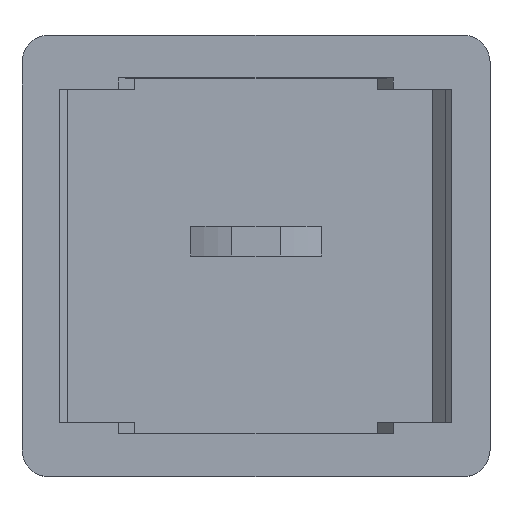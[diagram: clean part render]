
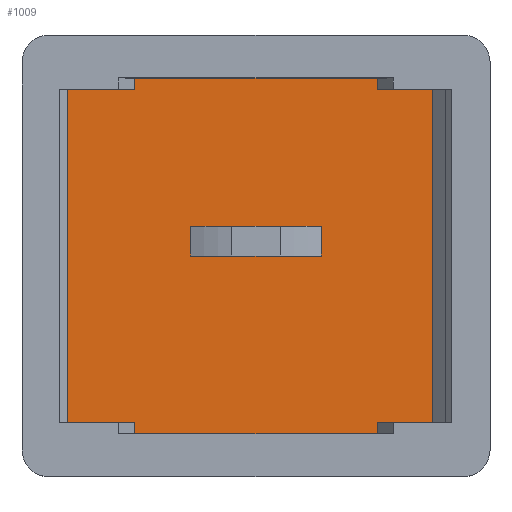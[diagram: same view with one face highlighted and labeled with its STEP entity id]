
A CAD part, top view. The second image highlights one B-rep face of the part: STEP entity #1009.
In plain terms, the highlighted planar face has unit normal (0, 0, 1).
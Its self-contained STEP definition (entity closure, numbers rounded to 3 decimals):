
#16=FACE_BOUND('',#416,.T.);
#70=LINE('',#1552,#195);
#88=LINE('',#1589,#213);
#93=LINE('',#1599,#218);
#106=LINE('',#1624,#231);
#108=LINE('',#1628,#233);
#111=LINE('',#1634,#236);
#112=LINE('',#1635,#237);
#113=LINE('',#1637,#238);
#114=LINE('',#1639,#239);
#115=LINE('',#1641,#240);
#116=LINE('',#1643,#241);
#117=LINE('',#1645,#242);
#118=LINE('',#1646,#243);
#119=LINE('',#1648,#244);
#120=LINE('',#1650,#245);
#121=LINE('',#1652,#246);
#122=LINE('',#1654,#247);
#123=LINE('',#1656,#248);
#124=LINE('',#1657,#249);
#125=LINE('',#1658,#250);
#126=LINE('',#1661,#251);
#127=LINE('',#1663,#252);
#128=LINE('',#1665,#253);
#129=LINE('',#1666,#254);
#195=VECTOR('',#1203,10.);
#213=VECTOR('',#1227,10.);
#218=VECTOR('',#1234,10.);
#231=VECTOR('',#1251,10.);
#233=VECTOR('',#1255,10.);
#236=VECTOR('',#1260,10.);
#237=VECTOR('',#1261,10.);
#238=VECTOR('',#1262,10.);
#239=VECTOR('',#1263,10.);
#240=VECTOR('',#1264,10.);
#241=VECTOR('',#1265,10.);
#242=VECTOR('',#1266,10.);
#243=VECTOR('',#1267,10.);
#244=VECTOR('',#1268,10.);
#245=VECTOR('',#1269,10.);
#246=VECTOR('',#1270,10.);
#247=VECTOR('',#1271,10.);
#248=VECTOR('',#1272,10.);
#249=VECTOR('',#1273,10.);
#250=VECTOR('',#1274,10.);
#251=VECTOR('',#1275,10.);
#252=VECTOR('',#1276,10.);
#253=VECTOR('',#1277,10.);
#254=VECTOR('',#1278,10.);
#306=PLANE('',#1085);
#359=FACE_OUTER_BOUND('',#415,.T.);
#415=EDGE_LOOP('',(#833,#834,#835,#836,#837,#838,#839,#840,#841,#842,#843,
#844,#845,#846,#847,#848,#849,#850,#851,#852));
#416=EDGE_LOOP('',(#853,#854,#855,#856));
#483=VERTEX_POINT('',#1549);
#484=VERTEX_POINT('',#1551);
#499=VERTEX_POINT('',#1586);
#500=VERTEX_POINT('',#1588);
#503=VERTEX_POINT('',#1596);
#504=VERTEX_POINT('',#1598);
#513=VERTEX_POINT('',#1621);
#514=VERTEX_POINT('',#1623);
#515=VERTEX_POINT('',#1627);
#517=VERTEX_POINT('',#1633);
#518=VERTEX_POINT('',#1636);
#519=VERTEX_POINT('',#1638);
#520=VERTEX_POINT('',#1640);
#521=VERTEX_POINT('',#1642);
#522=VERTEX_POINT('',#1644);
#523=VERTEX_POINT('',#1647);
#524=VERTEX_POINT('',#1649);
#525=VERTEX_POINT('',#1651);
#526=VERTEX_POINT('',#1653);
#527=VERTEX_POINT('',#1655);
#528=VERTEX_POINT('',#1659);
#529=VERTEX_POINT('',#1660);
#530=VERTEX_POINT('',#1662);
#531=VERTEX_POINT('',#1664);
#594=EDGE_CURVE('',#484,#483,#70,.T.);
#612=EDGE_CURVE('',#500,#499,#88,.T.);
#617=EDGE_CURVE('',#504,#503,#93,.T.);
#630=EDGE_CURVE('',#513,#514,#106,.T.);
#632=EDGE_CURVE('',#515,#514,#108,.T.);
#635=EDGE_CURVE('',#517,#513,#111,.T.);
#636=EDGE_CURVE('',#517,#500,#112,.T.);
#637=EDGE_CURVE('',#499,#518,#113,.T.);
#638=EDGE_CURVE('',#519,#518,#114,.T.);
#639=EDGE_CURVE('',#519,#520,#115,.T.);
#640=EDGE_CURVE('',#520,#521,#116,.T.);
#641=EDGE_CURVE('',#521,#522,#117,.T.);
#642=EDGE_CURVE('',#522,#484,#118,.T.);
#643=EDGE_CURVE('',#523,#483,#119,.T.);
#644=EDGE_CURVE('',#523,#524,#120,.T.);
#645=EDGE_CURVE('',#524,#525,#121,.T.);
#646=EDGE_CURVE('',#525,#526,#122,.T.);
#647=EDGE_CURVE('',#526,#527,#123,.T.);
#648=EDGE_CURVE('',#527,#504,#124,.T.);
#649=EDGE_CURVE('',#503,#515,#125,.T.);
#650=EDGE_CURVE('',#528,#529,#126,.T.);
#651=EDGE_CURVE('',#529,#530,#127,.T.);
#652=EDGE_CURVE('',#530,#531,#128,.T.);
#653=EDGE_CURVE('',#531,#528,#129,.T.);
#833=ORIENTED_EDGE('',*,*,#630,.F.);
#834=ORIENTED_EDGE('',*,*,#635,.F.);
#835=ORIENTED_EDGE('',*,*,#636,.T.);
#836=ORIENTED_EDGE('',*,*,#612,.T.);
#837=ORIENTED_EDGE('',*,*,#637,.T.);
#838=ORIENTED_EDGE('',*,*,#638,.F.);
#839=ORIENTED_EDGE('',*,*,#639,.T.);
#840=ORIENTED_EDGE('',*,*,#640,.T.);
#841=ORIENTED_EDGE('',*,*,#641,.T.);
#842=ORIENTED_EDGE('',*,*,#642,.T.);
#843=ORIENTED_EDGE('',*,*,#594,.T.);
#844=ORIENTED_EDGE('',*,*,#643,.F.);
#845=ORIENTED_EDGE('',*,*,#644,.T.);
#846=ORIENTED_EDGE('',*,*,#645,.T.);
#847=ORIENTED_EDGE('',*,*,#646,.T.);
#848=ORIENTED_EDGE('',*,*,#647,.T.);
#849=ORIENTED_EDGE('',*,*,#648,.T.);
#850=ORIENTED_EDGE('',*,*,#617,.T.);
#851=ORIENTED_EDGE('',*,*,#649,.T.);
#852=ORIENTED_EDGE('',*,*,#632,.T.);
#853=ORIENTED_EDGE('',*,*,#650,.T.);
#854=ORIENTED_EDGE('',*,*,#651,.T.);
#855=ORIENTED_EDGE('',*,*,#652,.T.);
#856=ORIENTED_EDGE('',*,*,#653,.T.);
#1009=ADVANCED_FACE('',(#359,#16),#306,.T.);
#1085=AXIS2_PLACEMENT_3D('',#1632,#1258,#1259);
#1203=DIRECTION('',(0.,-1.,0.));
#1227=DIRECTION('',(-1.,0.,0.));
#1234=DIRECTION('',(1.,0.,0.));
#1251=DIRECTION('',(0.,-1.,0.));
#1255=DIRECTION('',(1.,0.,0.));
#1258=DIRECTION('center_axis',(0.,0.,1.));
#1259=DIRECTION('ref_axis',(1.,0.,0.));
#1260=DIRECTION('',(1.,0.,0.));
#1261=DIRECTION('',(0.,-1.,0.));
#1262=DIRECTION('',(0.,1.,0.));
#1263=DIRECTION('',(1.,0.,0.));
#1264=DIRECTION('',(0.,-1.,0.));
#1265=DIRECTION('',(-1.,0.,0.));
#1266=DIRECTION('',(0.,1.,0.));
#1267=DIRECTION('',(-1.,0.,0.));
#1268=DIRECTION('',(-1.,0.,0.));
#1269=DIRECTION('',(0.,1.,0.));
#1270=DIRECTION('',(1.,0.,0.));
#1271=DIRECTION('',(0.,-1.,0.));
#1272=DIRECTION('',(1.,0.,0.));
#1273=DIRECTION('',(0.,1.,0.));
#1274=DIRECTION('',(0.,-1.,0.));
#1275=DIRECTION('',(0.,-1.,0.));
#1276=DIRECTION('',(-1.,0.,0.));
#1277=DIRECTION('',(0.,1.,0.));
#1278=DIRECTION('',(1.,0.,0.));
#1549=CARTESIAN_POINT('',(4.194,30.825,0.386));
#1551=CARTESIAN_POINT('',(4.194,44.135,0.386));
#1552=CARTESIAN_POINT('',(4.194,34.309,0.386));
#1586=CARTESIAN_POINT('',(15.78,43.722,0.386));
#1588=CARTESIAN_POINT('',(16.38,43.722,0.386));
#1589=CARTESIAN_POINT('',(13.613,43.722,0.386));
#1596=CARTESIAN_POINT('',(16.38,31.238,0.386));
#1598=CARTESIAN_POINT('',(15.78,31.238,0.386));
#1599=CARTESIAN_POINT('',(13.813,31.238,0.386));
#1621=CARTESIAN_POINT('',(17.846,44.135,0.386));
#1623=CARTESIAN_POINT('',(17.846,30.825,0.386));
#1624=CARTESIAN_POINT('',(17.846,40.651,0.386));
#1627=CARTESIAN_POINT('',(16.38,30.825,0.386));
#1628=CARTESIAN_POINT('',(18.196,30.825,0.386));
#1632=CARTESIAN_POINT('Origin',(11.245,37.48,0.386));
#1633=CARTESIAN_POINT('',(16.38,44.135,0.386));
#1634=CARTESIAN_POINT('',(18.196,44.135,0.386));
#1635=CARTESIAN_POINT('',(16.38,40.651,0.386));
#1636=CARTESIAN_POINT('',(15.78,44.135,0.386));
#1637=CARTESIAN_POINT('',(15.78,40.808,0.386));
#1638=CARTESIAN_POINT('',(6.71,44.135,0.386));
#1639=CARTESIAN_POINT('',(15.78,44.135,0.386));
#1640=CARTESIAN_POINT('',(6.71,43.722,0.386));
#1641=CARTESIAN_POINT('',(6.71,40.651,0.386));
#1642=CARTESIAN_POINT('',(6.11,43.722,0.386));
#1643=CARTESIAN_POINT('',(7.76,43.722,0.386));
#1644=CARTESIAN_POINT('',(6.11,44.135,0.386));
#1645=CARTESIAN_POINT('',(6.11,44.135,0.386));
#1646=CARTESIAN_POINT('',(4.294,44.135,0.386));
#1647=CARTESIAN_POINT('',(6.11,30.825,0.386));
#1648=CARTESIAN_POINT('',(4.294,30.825,0.386));
#1649=CARTESIAN_POINT('',(6.11,31.238,0.386));
#1650=CARTESIAN_POINT('',(6.11,34.309,0.386));
#1651=CARTESIAN_POINT('',(6.71,31.238,0.386));
#1652=CARTESIAN_POINT('',(8.878,31.238,0.386));
#1653=CARTESIAN_POINT('',(6.71,30.825,0.386));
#1654=CARTESIAN_POINT('',(6.71,34.153,0.386));
#1655=CARTESIAN_POINT('',(15.78,30.825,0.386));
#1656=CARTESIAN_POINT('',(13.913,30.825,0.386));
#1657=CARTESIAN_POINT('',(15.78,34.309,0.386));
#1658=CARTESIAN_POINT('',(16.38,34.153,0.386));
#1659=CARTESIAN_POINT('',(13.691,38.587,0.386));
#1660=CARTESIAN_POINT('',(13.691,37.48,0.386));
#1661=CARTESIAN_POINT('',(13.691,37.48,0.386));
#1662=CARTESIAN_POINT('',(8.799,37.48,0.386));
#1663=CARTESIAN_POINT('',(10.022,37.48,0.386));
#1664=CARTESIAN_POINT('',(8.799,38.587,0.386));
#1665=CARTESIAN_POINT('',(8.799,38.034,0.386));
#1666=CARTESIAN_POINT('',(12.468,38.587,0.386));
